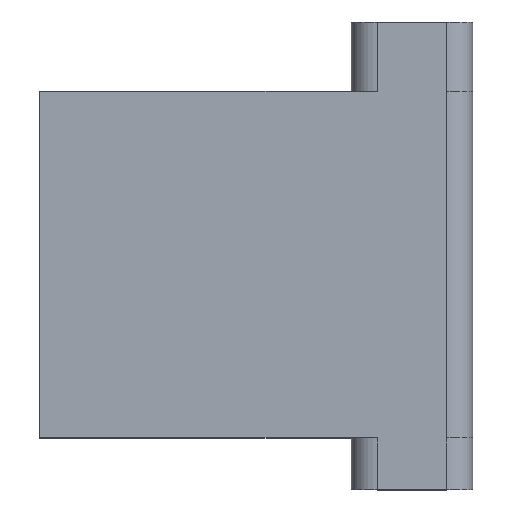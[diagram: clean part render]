
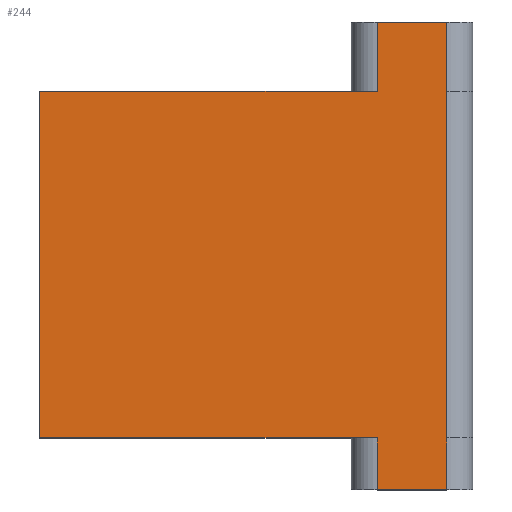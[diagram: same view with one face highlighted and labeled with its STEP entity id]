
A CAD part, top view. The second image highlights one B-rep face of the part: STEP entity #244.
In plain terms, the highlighted planar face has unit normal (0, 0, 1).
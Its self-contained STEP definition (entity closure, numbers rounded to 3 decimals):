
#2 = EDGE_CURVE ( 'NONE', #393, #279, #210, .T. ) ;
#7 = LINE ( 'NONE', #184, #32 ) ;
#9 = CARTESIAN_POINT ( 'NONE',  ( 23.5, -3., 3. ) ) ;
#14 = ORIENTED_EDGE ( 'NONE', *, *, #46, .T. ) ;
#19 = ORIENTED_EDGE ( 'NONE', *, *, #252, .T. ) ;
#23 = VECTOR ( 'NONE', #346, 1000. ) ;
#29 = CARTESIAN_POINT ( 'NONE',  ( 23.5, -3., 3. ) ) ;
#32 = VECTOR ( 'NONE', #288, 1000. ) ;
#39 = LINE ( 'NONE', #478, #296 ) ;
#43 = CARTESIAN_POINT ( 'NONE',  ( 0., 20., 3. ) ) ;
#46 = EDGE_CURVE ( 'NONE', #279, #404, #39, .T. ) ;
#48 = VERTEX_POINT ( 'NONE', #113 ) ;
#62 = DIRECTION ( 'NONE',  ( 0., 0., -1. ) ) ;
#81 = CARTESIAN_POINT ( 'NONE',  ( 0., 20., 3. ) ) ;
#87 = ORIENTED_EDGE ( 'NONE', *, *, #2, .T. ) ;
#96 = DIRECTION ( 'NONE',  ( 1., 0., 0. ) ) ;
#98 = VERTEX_POINT ( 'NONE', #81 ) ;
#99 = CARTESIAN_POINT ( 'NONE',  ( 23.5, -3., 3. ) ) ;
#106 = LINE ( 'NONE', #182, #423 ) ;
#113 = CARTESIAN_POINT ( 'NONE',  ( 19.5, 20., 3. ) ) ;
#116 = EDGE_CURVE ( 'NONE', #208, #373, #126, .T. ) ;
#126 = LINE ( 'NONE', #9, #254 ) ;
#128 = LINE ( 'NONE', #43, #136 ) ;
#136 = VECTOR ( 'NONE', #297, 1000. ) ;
#142 = ORIENTED_EDGE ( 'NONE', *, *, #473, .T. ) ;
#143 = DIRECTION ( 'NONE',  ( 0., -1., 0. ) ) ;
#151 = FACE_OUTER_BOUND ( 'NONE', #468, .T. ) ;
#152 = CARTESIAN_POINT ( 'NONE',  ( 23.5, 0., 3. ) ) ;
#162 = VECTOR ( 'NONE', #176, 1000. ) ;
#176 = DIRECTION ( 'NONE',  ( 1., 0., 0. ) ) ;
#177 = DIRECTION ( 'NONE',  ( -1., 0., 0. ) ) ;
#182 = CARTESIAN_POINT ( 'NONE',  ( 23.5, 0., 3. ) ) ;
#184 = CARTESIAN_POINT ( 'NONE',  ( 19.5, -3., 3. ) ) ;
#201 = VECTOR ( 'NONE', #96, 1000. ) ;
#205 = EDGE_CURVE ( 'NONE', #48, #98, #128, .T. ) ;
#208 = VERTEX_POINT ( 'NONE', #227 ) ;
#210 = LINE ( 'NONE', #29, #162 ) ;
#212 = LINE ( 'NONE', #246, #349 ) ;
#227 = CARTESIAN_POINT ( 'NONE',  ( 23.5, 20., 3. ) ) ;
#228 = DIRECTION ( 'NONE',  ( 0., 1., 0. ) ) ;
#234 = CARTESIAN_POINT ( 'NONE',  ( 0., 0., 3. ) ) ;
#235 = CARTESIAN_POINT ( 'NONE',  ( 19.5, 0., 3. ) ) ;
#238 = LINE ( 'NONE', #384, #201 ) ;
#244 = ADVANCED_FACE ( 'NONE', ( #151 ), #430, .F. ) ;
#246 = CARTESIAN_POINT ( 'NONE',  ( 0., 0., 3. ) ) ;
#252 = EDGE_CURVE ( 'NONE', #98, #465, #212, .T. ) ;
#254 = VECTOR ( 'NONE', #228, 1000. ) ;
#264 = VERTEX_POINT ( 'NONE', #439 ) ;
#272 = EDGE_CURVE ( 'NONE', #264, #373, #470, .T. ) ;
#274 = CARTESIAN_POINT ( 'NONE',  ( 0., 0., 3. ) ) ;
#277 = DIRECTION ( 'NONE',  ( 1., 0., 0. ) ) ;
#279 = VERTEX_POINT ( 'NONE', #99 ) ;
#281 = AXIS2_PLACEMENT_3D ( 'NONE', #274, #62, #177 ) ;
#288 = DIRECTION ( 'NONE',  ( 0., 1., 0. ) ) ;
#295 = EDGE_CURVE ( 'NONE', #404, #208, #106, .T. ) ;
#296 = VECTOR ( 'NONE', #353, 1000. ) ;
#297 = DIRECTION ( 'NONE',  ( -1., 0., 0. ) ) ;
#306 = ORIENTED_EDGE ( 'NONE', *, *, #116, .T. ) ;
#317 = CARTESIAN_POINT ( 'NONE',  ( 23.5, 24., 3. ) ) ;
#324 = DIRECTION ( 'NONE',  ( 0., 1., 0. ) ) ;
#330 = EDGE_CURVE ( 'NONE', #393, #450, #7, .T. ) ;
#342 = CARTESIAN_POINT ( 'NONE',  ( 19.5, -3., 3. ) ) ;
#346 = DIRECTION ( 'NONE',  ( 0., 1., 0. ) ) ;
#349 = VECTOR ( 'NONE', #143, 1000. ) ;
#353 = DIRECTION ( 'NONE',  ( 0., 1., 0. ) ) ;
#373 = VERTEX_POINT ( 'NONE', #442 ) ;
#378 = LINE ( 'NONE', #342, #23 ) ;
#384 = CARTESIAN_POINT ( 'NONE',  ( 0., 0., 3. ) ) ;
#386 = ORIENTED_EDGE ( 'NONE', *, *, #295, .T. ) ;
#393 = VERTEX_POINT ( 'NONE', #435 ) ;
#404 = VERTEX_POINT ( 'NONE', #152 ) ;
#420 = ORIENTED_EDGE ( 'NONE', *, *, #205, .T. ) ;
#423 = VECTOR ( 'NONE', #324, 1000. ) ;
#430 = PLANE ( 'NONE',  #281 ) ;
#434 = ORIENTED_EDGE ( 'NONE', *, *, #272, .F. ) ;
#435 = CARTESIAN_POINT ( 'NONE',  ( 19.5, -3., 3. ) ) ;
#439 = CARTESIAN_POINT ( 'NONE',  ( 19.5, 24., 3. ) ) ;
#442 = CARTESIAN_POINT ( 'NONE',  ( 23.5, 24., 3. ) ) ;
#449 = EDGE_CURVE ( 'NONE', #48, #264, #378, .T. ) ;
#450 = VERTEX_POINT ( 'NONE', #235 ) ;
#455 = ORIENTED_EDGE ( 'NONE', *, *, #330, .F. ) ;
#459 = VECTOR ( 'NONE', #277, 1000. ) ;
#465 = VERTEX_POINT ( 'NONE', #234 ) ;
#468 = EDGE_LOOP ( 'NONE', ( #14, #386, #306, #434, #476, #420, #19, #142, #455, #87 ) ) ;
#470 = LINE ( 'NONE', #317, #459 ) ;
#473 = EDGE_CURVE ( 'NONE', #465, #450, #238, .T. ) ;
#476 = ORIENTED_EDGE ( 'NONE', *, *, #449, .F. ) ;
#478 = CARTESIAN_POINT ( 'NONE',  ( 23.5, -3., 3. ) ) ;
